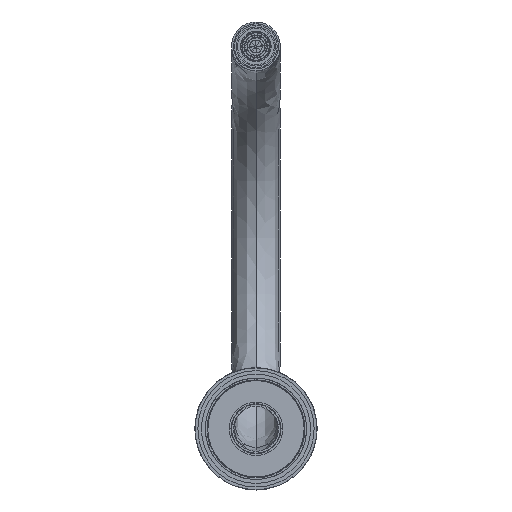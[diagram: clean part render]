
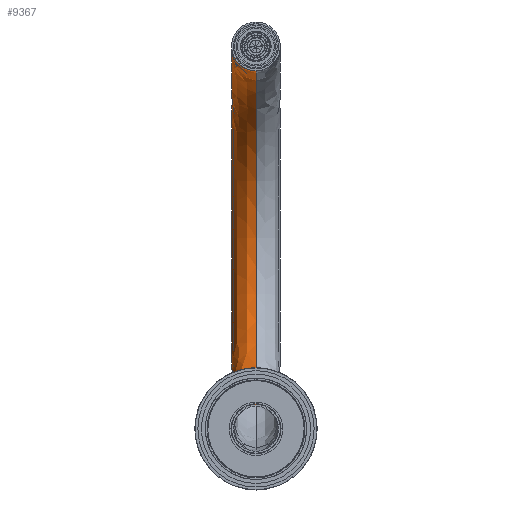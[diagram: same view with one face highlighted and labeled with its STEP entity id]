
A CAD part, front view. The second image highlights one B-rep face of the part: STEP entity #9367.
In plain terms, the highlighted free-form (B-spline) face has degree [3, 3] with [4, 4] control points.
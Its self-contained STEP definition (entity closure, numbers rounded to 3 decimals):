
#717 = CARTESIAN_POINT ( 'NONE',  ( 0., 1064.1, 234.1 ) ) ;
#724 = CARTESIAN_POINT ( 'NONE',  ( 0., 1282.3, 234.1 ) ) ;
#735 = CARTESIAN_POINT ( 'NONE',  ( 0., 1282.3, 15.9 ) ) ;
#737 = CARTESIAN_POINT ( 'NONE',  ( 0., 1064.1, 15.9 ) ) ;
#764 = CARTESIAN_POINT ( 'NONE',  ( -31.8, 1064.1, 234.1 ) ) ;
#779 = CARTESIAN_POINT ( 'NONE',  ( -31.8, 1282.3, 234.1 ) ) ;
#792 = CARTESIAN_POINT ( 'NONE',  ( -31.8, 1282.3, 15.9 ) ) ;
#795 = CARTESIAN_POINT ( 'NONE',  ( -31.8, 1064.1, 15.9 ) ) ;
#844 = CARTESIAN_POINT ( 'NONE',  ( -31.8, 1064.1, 265.9 ) ) ;
#870 = CARTESIAN_POINT ( 'NONE',  ( -31.8, 1345.9, 265.9 ) ) ;
#922 = CARTESIAN_POINT ( 'NONE',  ( -31.8, 1345.9, -15.9 ) ) ;
#933 = CARTESIAN_POINT ( 'NONE',  ( -31.8, 1064.1, -15.9 ) ) ;
#963 = CARTESIAN_POINT ( 'NONE',  ( 0., 1064.1, 265.9 ) ) ;
#966 = CARTESIAN_POINT ( 'NONE',  ( 0., 1345.9, 265.9 ) ) ;
#981 = CARTESIAN_POINT ( 'NONE',  ( 0., 1345.9, -15.9 ) ) ;
#1249 = CARTESIAN_POINT ( 'NONE',  ( 0., 1064.1, -15.9 ) ) ;
#1443 = CARTESIAN_POINT ( 'NONE',  ( 0., 1064.1, 265.9 ) ) ;
#1459 = CARTESIAN_POINT ( 'NONE',  ( -1.05, 1064.1, 265.9 ) ) ;
#1462 = CARTESIAN_POINT ( 'NONE',  ( -2.101, 1064.1, 265.795 ) ) ;
#1486 = CARTESIAN_POINT ( 'NONE',  ( -4.138, 1064.1, 265.387 ) ) ;
#1503 = CARTESIAN_POINT ( 'NONE',  ( -5.129, 1064.1, 265.086 ) ) ;
#1504 = CARTESIAN_POINT ( 'NONE',  ( -6.574, 1064.1, 264.487 ) ) ;
#1511 = EDGE_CURVE ( 'NONE', #2089, #13276, #4986, .T. ) ;
#1526 = CARTESIAN_POINT ( 'NONE',  ( -7.05, 1064.1, 264.261 ) ) ;
#1537 = CARTESIAN_POINT ( 'NONE',  ( -7.969, 1064.1, 263.768 ) ) ;
#1557 = CARTESIAN_POINT ( 'NONE',  ( -8.414, 1064.1, 263.501 ) ) ;
#1560 = CARTESIAN_POINT ( 'NONE',  ( -9.705, 1064.1, 262.637 ) ) ;
#1567 = CIRCLE ( 'NONE', #3034, 140.9 ) ;
#1571 = CARTESIAN_POINT ( 'NONE',  ( -10.51, 1064.1, 261.977 ) ) ;
#1585 = CARTESIAN_POINT ( 'NONE',  ( -11.993, 1064.1, 260.492 ) ) ;
#1602 = CARTESIAN_POINT ( 'NONE',  ( -12.649, 1064.1, 259.689 ) ) ;
#1619 = CARTESIAN_POINT ( 'NONE',  ( -13.512, 1064.1, 258.397 ) ) ;
#1647 = CARTESIAN_POINT ( 'NONE',  ( -13.779, 1064.1, 257.951 ) ) ;
#1650 = CARTESIAN_POINT ( 'NONE',  ( -14.271, 1064.1, 257.03 ) ) ;
#1705 = CARTESIAN_POINT ( 'NONE',  ( -14.496, 1064.1, 256.553 ) ) ;
#1719 = CARTESIAN_POINT ( 'NONE',  ( -15.093, 1064.1, 255.109 ) ) ;
#1796 = CARTESIAN_POINT ( 'NONE',  ( -15.393, 1064.1, 254.118 ) ) ;
#1800 = CARTESIAN_POINT ( 'NONE',  ( -15.696, 1064.1, 252.589 ) ) ;
#1817 = CARTESIAN_POINT ( 'NONE',  ( -15.773, 1064.1, 252.07 ) ) ;
#1835 = CARTESIAN_POINT ( 'NONE',  ( -15.875, 1064.1, 251.027 ) ) ;
#1848 = CARTESIAN_POINT ( 'NONE',  ( -15.9, 1064.1, 250.508 ) ) ;
#1851 = CARTESIAN_POINT ( 'NONE',  ( -15.899, 1064.1, 248.952 ) ) ;
#1866 = CARTESIAN_POINT ( 'NONE',  ( -15.798, 1064.1, 247.921 ) ) ;
#1884 = CARTESIAN_POINT ( 'NONE',  ( -15.492, 1064.1, 246.382 ) ) ;
#1897 = CARTESIAN_POINT ( 'NONE',  ( -15.364, 1064.1, 245.872 ) ) ;
#1901 = CARTESIAN_POINT ( 'NONE',  ( -15.061, 1064.1, 244.877 ) ) ;
#1926 = CARTESIAN_POINT ( 'NONE',  ( -14.711, 1064.1, 243.901 ) ) ;
#1934 = CARTESIAN_POINT ( 'NONE',  ( -14.268, 1064.1, 242.964 ) ) ;
#1948 = CARTESIAN_POINT ( 'NONE',  ( -13.777, 1064.1, 242.046 ) ) ;
#1966 = CARTESIAN_POINT ( 'NONE',  ( -13.507, 1064.1, 241.594 ) ) ;
#1971 = CARTESIAN_POINT ( 'NONE',  ( -12.635, 1064.1, 240.291 ) ) ;
#1975 = CARTESIAN_POINT ( 'NONE',  ( -11.977, 1064.1, 239.491 ) ) ;
#2013 = CARTESIAN_POINT ( 'NONE',  ( -10.877, 1064.1, 238.39 ) ) ;
#2021 = CARTESIAN_POINT ( 'NONE',  ( -10.491, 1064.1, 238.041 ) ) ;
#2034 = CARTESIAN_POINT ( 'NONE',  ( -9.681, 1064.1, 237.376 ) ) ;
#2036 = CARTESIAN_POINT ( 'NONE',  ( -9.259, 1064.1, 237.064 ) ) ;
#2052 = CARTESIAN_POINT ( 'NONE',  ( -7.963, 1064.1, 236.199 ) ) ;
#2080 = CARTESIAN_POINT ( 'NONE',  ( -7.05, 1064.1, 235.71 ) ) ;
#2089 = VERTEX_POINT ( 'NONE', #8840 ) ;
#2113 = CARTESIAN_POINT ( 'NONE',  ( -5.606, 1064.1, 235.112 ) ) ;
#2128 = CARTESIAN_POINT ( 'NONE',  ( -5.11, 1064.1, 234.934 ) ) ;
#2133 = EDGE_CURVE ( 'NONE', #6570, #10242, #1567, .T. ) ;
#2156 = CARTESIAN_POINT ( 'NONE',  ( -4.111, 1064.1, 234.632 ) ) ;
#2162 = CARTESIAN_POINT ( 'NONE',  ( -3.607, 1064.1, 234.506 ) ) ;
#2174 = CARTESIAN_POINT ( 'NONE',  ( -2.083, 1064.1, 234.203 ) ) ;
#2258 = CARTESIAN_POINT ( 'NONE',  ( -1.05, 1064.1, 234.1 ) ) ;
#2273 = CARTESIAN_POINT ( 'NONE',  ( 0., 1064.1, 234.1 ) ) ;
#3034 = AXIS2_PLACEMENT_3D ( 'NONE', #6586, #6327, #4701 ) ;
#3255 = ORIENTED_EDGE ( 'NONE', *, *, #12672, .T. ) ;
#3460 = FACE_OUTER_BOUND ( 'NONE', #12842, .T. ) ;
#3932 = AXIS2_PLACEMENT_3D ( 'NONE', #8484, #8466, #8433 ) ;
#4701 = DIRECTION ( 'NONE',  ( 0., 0., -1. ) ) ;
#4752 = AXIS2_PLACEMENT_3D ( 'NONE', #11538, #12206, #12009 ) ;
#4986 = CIRCLE ( 'NONE', #4752, 109.1 ) ;
#6327 = DIRECTION ( 'NONE',  ( 1., 0., 0. ) ) ;
#6570 = VERTEX_POINT ( 'NONE', #8717 ) ;
#6571 = EDGE_CURVE ( 'NONE', #2089, #6570, #9869, .T. ) ;
#6586 = CARTESIAN_POINT ( 'NONE',  ( 0., 1064.1, 125. ) ) ;
#7000 = ORIENTED_EDGE ( 'NONE', *, *, #1511, .T. ) ;
#7803 =( BOUNDED_SURFACE ( )  B_SPLINE_SURFACE ( 3, 3, ( 
 ( #1249, #981, #966, #963 ),
 ( #933, #922, #870, #844 ),
 ( #795, #792, #779, #764 ),
 ( #737, #735, #724, #717 ) ),
 .UNSPECIFIED., .F., .F., .T. ) 
 B_SPLINE_SURFACE_WITH_KNOTS ( ( 4, 4 ),
 ( 4, 4 ),
 ( 0., 1. ),
 ( 0., 1. ),
 .UNSPECIFIED. ) 
 GEOMETRIC_REPRESENTATION_ITEM ( )  RATIONAL_B_SPLINE_SURFACE ( (
 ( 1., 0.333, 0.333, 1.),
 ( 0.333, 0.111, 0.111, 0.333),
 ( 0.333, 0.111, 0.111, 0.333),
 ( 1., 0.333, 0.333, 1.) ) ) 
 REPRESENTATION_ITEM ( '' )  SURFACE ( )  );
#8433 = DIRECTION ( 'NONE',  ( 0., 0., 1. ) ) ;
#8466 = DIRECTION ( 'NONE',  ( 0., -1., 0. ) ) ;
#8484 = CARTESIAN_POINT ( 'NONE',  ( 0., 1064.1, 0. ) ) ;
#8717 = CARTESIAN_POINT ( 'NONE',  ( 0., 1064.1, -15.9 ) ) ;
#8831 = CARTESIAN_POINT ( 'NONE',  ( 0., 1064.1, 265.9 ) ) ;
#8840 = CARTESIAN_POINT ( 'NONE',  ( 0., 1064.1, 15.9 ) ) ;
#9367 = ADVANCED_FACE ( 'NONE', ( #3460 ), #7803, .T. ) ;
#9717 = ORIENTED_EDGE ( 'NONE', *, *, #2133, .F. ) ;
#9869 = CIRCLE ( 'NONE', #3932, 15.9 ) ;
#10242 = VERTEX_POINT ( 'NONE', #8831 ) ;
#11538 = CARTESIAN_POINT ( 'NONE',  ( 0., 1064.1, 125. ) ) ;
#12009 = DIRECTION ( 'NONE',  ( 0., 0., -1. ) ) ;
#12206 = DIRECTION ( 'NONE',  ( 1., 0., 0. ) ) ;
#12326 = CARTESIAN_POINT ( 'NONE',  ( 0., 1064.1, 234.1 ) ) ;
#12618 = ORIENTED_EDGE ( 'NONE', *, *, #6571, .F. ) ;
#12672 = EDGE_CURVE ( 'NONE', #13276, #10242, #12747, .T. ) ;
#12747 = B_SPLINE_CURVE_WITH_KNOTS ( 'NONE', 3,
 ( #2273, #2258, #2174, #2162, #2156, #2128, #2113, #2080, #2052, #2036, #2034, #2021, #2013, #1975, #1971, #1966, #1948, #1934, #1926, #1901, #1897, #1884, #1866, #1851, #1848, #1835, #1817, #1800, #1796, #1719, #1705, #1650, #1647, #1619, #1602, #1585, #1571, #1560, #1557, #1537, #1526, #1504, #1503, #1486, #1462, #1459, #1443 ),
 .UNSPECIFIED., .F., .F.,
 ( 4, 2, 2, 2, 2, 2, 2, 2, 2, 1, 2, 2, 2, 2, 2, 2, 2, 2, 2, 2, 2, 2, 2, 4 ),
 ( 0., 0.003, 0.005, 0.006, 0.009, 0.011, 0.012, 0.016, 0.017, 0.019, 0.02, 0.022, 0.025, 0.026, 0.028, 0.031, 0.033, 0.034, 0.037, 0.04, 0.042, 0.043, 0.047, 0.05 ),
 .UNSPECIFIED. ) ;
#12842 = EDGE_LOOP ( 'NONE', ( #12618, #7000, #3255, #9717 ) ) ;
#13276 = VERTEX_POINT ( 'NONE', #12326 ) ;
